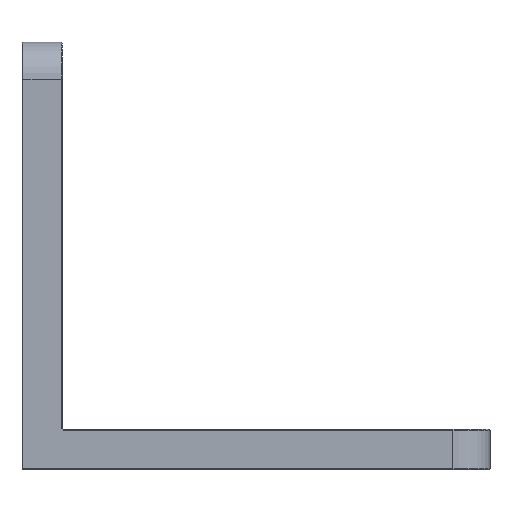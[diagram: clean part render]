
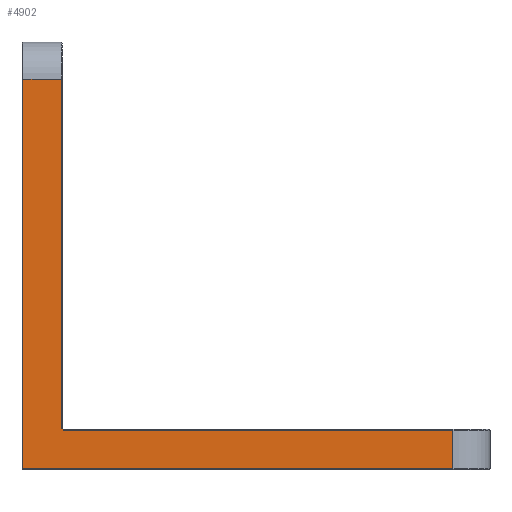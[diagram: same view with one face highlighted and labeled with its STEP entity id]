
A CAD part, front view. The second image highlights one B-rep face of the part: STEP entity #4902.
In plain terms, the highlighted planar face has unit normal (0, -1, 0).
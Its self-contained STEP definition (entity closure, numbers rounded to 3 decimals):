
#10 = VERTEX_POINT ( 'NONE', #1622 ) ;
#148 = LINE ( 'NONE', #4878, #4050 ) ;
#450 = CARTESIAN_POINT ( 'NONE',  ( 0.125, 0., -63.375 ) ) ;
#464 = DIRECTION ( 'NONE',  ( 1., 0., 0. ) ) ;
#554 = DIRECTION ( 'NONE',  ( 0., 0., 1. ) ) ;
#653 = CARTESIAN_POINT ( 'NONE',  ( 5.875, 0., 0. ) ) ;
#779 = LINE ( 'NONE', #7250, #7308 ) ;
#893 = LINE ( 'NONE', #653, #3776 ) ;
#911 = VERTEX_POINT ( 'NONE', #450 ) ;
#996 = CARTESIAN_POINT ( 'NONE',  ( 0., 0., -57.625 ) ) ;
#1095 = CARTESIAN_POINT ( 'NONE',  ( 0., 0., 0. ) ) ;
#1274 = EDGE_CURVE ( 'NONE', #6082, #911, #148, .T. ) ;
#1437 = VERTEX_POINT ( 'NONE', #4315 ) ;
#1622 = CARTESIAN_POINT ( 'NONE',  ( 64., 0., -63.375 ) ) ;
#1701 = DIRECTION ( 'NONE',  ( 0., 1., 0. ) ) ;
#1740 = ORIENTED_EDGE ( 'NONE', *, *, #4249, .T. ) ;
#1963 = VECTOR ( 'NONE', #464, 1000. ) ;
#2206 = DIRECTION ( 'NONE',  ( -1., 0., 0. ) ) ;
#2265 = PLANE ( 'NONE',  #7286 ) ;
#2363 = CARTESIAN_POINT ( 'NONE',  ( 64., 0., -57.625 ) ) ;
#2452 = VECTOR ( 'NONE', #2206, 1000. ) ;
#2632 = ORIENTED_EDGE ( 'NONE', *, *, #4402, .F. ) ;
#2859 = CARTESIAN_POINT ( 'NONE',  ( 64., 0., 0. ) ) ;
#3538 = DIRECTION ( 'NONE',  ( 0., 0., -1. ) ) ;
#3626 = DIRECTION ( 'NONE',  ( 0., 0., -1. ) ) ;
#3753 = DIRECTION ( 'NONE',  ( 0.707, 0., -0.707 ) ) ;
#3770 = CARTESIAN_POINT ( 'NONE',  ( 0., 0., -5.5 ) ) ;
#3776 = VECTOR ( 'NONE', #6014, 1000. ) ;
#4034 = ORIENTED_EDGE ( 'NONE', *, *, #7096, .T. ) ;
#4050 = VECTOR ( 'NONE', #3626, 1000. ) ;
#4127 = VERTEX_POINT ( 'NONE', #5495 ) ;
#4139 = VECTOR ( 'NONE', #3538, 1000. ) ;
#4162 = EDGE_CURVE ( 'NONE', #6082, #1437, #6060, .T. ) ;
#4231 = CARTESIAN_POINT ( 'NONE',  ( 0.125, 0., -5.5 ) ) ;
#4249 = EDGE_CURVE ( 'NONE', #911, #10, #5686, .T. ) ;
#4315 = CARTESIAN_POINT ( 'NONE',  ( 5.875, 0., -5.5 ) ) ;
#4356 = DIRECTION ( 'NONE',  ( 1., 0., 0. ) ) ;
#4402 = EDGE_CURVE ( 'NONE', #7336, #10, #6429, .T. ) ;
#4870 = EDGE_CURVE ( 'NONE', #4127, #1437, #893, .T. ) ;
#4878 = CARTESIAN_POINT ( 'NONE',  ( 0.125, 0., -63.5 ) ) ;
#4902 = ADVANCED_FACE ( 'NONE', ( #6127 ), #2265, .F. ) ;
#5131 = ORIENTED_EDGE ( 'NONE', *, *, #5567, .F. ) ;
#5340 = VERTEX_POINT ( 'NONE', #5644 ) ;
#5495 = CARTESIAN_POINT ( 'NONE',  ( 5.875, 0., -57.375 ) ) ;
#5516 = EDGE_LOOP ( 'NONE', ( #6584, #1740, #2632, #4034, #5131, #5781, #6752 ) ) ;
#5567 = EDGE_CURVE ( 'NONE', #4127, #5340, #779, .T. ) ;
#5644 = CARTESIAN_POINT ( 'NONE',  ( 6.125, 0., -57.625 ) ) ;
#5686 = LINE ( 'NONE', #6862, #1963 ) ;
#5781 = ORIENTED_EDGE ( 'NONE', *, *, #4870, .T. ) ;
#5894 = LINE ( 'NONE', #996, #2452 ) ;
#6014 = DIRECTION ( 'NONE',  ( 0., 0., 1. ) ) ;
#6060 = LINE ( 'NONE', #3770, #6326 ) ;
#6082 = VERTEX_POINT ( 'NONE', #4231 ) ;
#6127 = FACE_OUTER_BOUND ( 'NONE', #5516, .T. ) ;
#6326 = VECTOR ( 'NONE', #4356, 1000. ) ;
#6429 = LINE ( 'NONE', #2859, #4139 ) ;
#6584 = ORIENTED_EDGE ( 'NONE', *, *, #1274, .T. ) ;
#6752 = ORIENTED_EDGE ( 'NONE', *, *, #4162, .F. ) ;
#6862 = CARTESIAN_POINT ( 'NONE',  ( 64., 0., -63.375 ) ) ;
#7096 = EDGE_CURVE ( 'NONE', #7336, #5340, #5894, .T. ) ;
#7250 = CARTESIAN_POINT ( 'NONE',  ( 6.125, 0., -57.625 ) ) ;
#7286 = AXIS2_PLACEMENT_3D ( 'NONE', #1095, #1701, #554 ) ;
#7308 = VECTOR ( 'NONE', #3753, 1000. ) ;
#7336 = VERTEX_POINT ( 'NONE', #2363 ) ;
